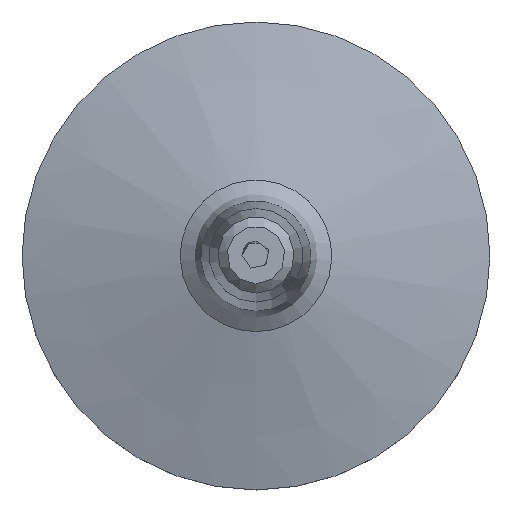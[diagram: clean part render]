
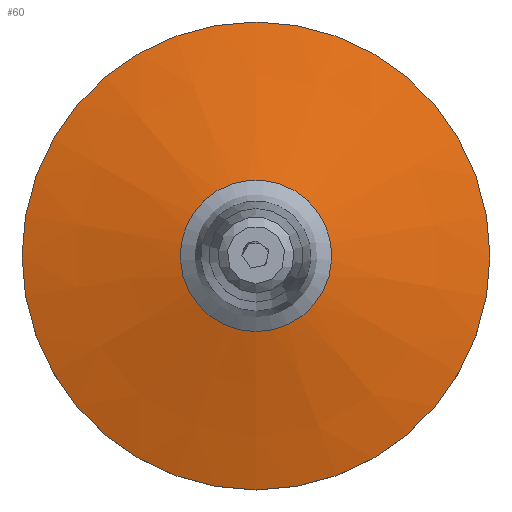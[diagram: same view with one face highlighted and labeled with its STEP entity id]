
A CAD part, top view. The second image highlights one B-rep face of the part: STEP entity #60.
In plain terms, the highlighted conical face has half-angle 75 degrees and reference radius 8.096 mm.
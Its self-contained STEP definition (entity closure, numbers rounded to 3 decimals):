
#45=CONICAL_SURFACE('',#213,8.096,75.);
#60=ADVANCED_FACE('',(#86,#87),#45,.T.);
#86=FACE_BOUND('',#112,.T.);
#87=FACE_BOUND('',#113,.T.);
#112=EDGE_LOOP('',(#140));
#113=EDGE_LOOP('',(#141));
#140=ORIENTED_EDGE('',*,*,#174,.T.);
#141=ORIENTED_EDGE('',*,*,#176,.F.);
#160=VERTEX_POINT('',#300);
#162=VERTEX_POINT('',#305);
#174=EDGE_CURVE('',#160,#160,#188,.T.);
#176=EDGE_CURVE('',#162,#162,#190,.T.);
#188=CIRCLE('',#205,8.096);
#190=CIRCLE('',#208,25.);
#205=AXIS2_PLACEMENT_3D('',#299,#242,#243);
#208=AXIS2_PLACEMENT_3D('',#304,#248,#249);
#213=AXIS2_PLACEMENT_3D('',#311,#258,#259);
#242=DIRECTION('',(0.,0.,-1.));
#243=DIRECTION('',(0.,-1.,0.));
#248=DIRECTION('',(0.,0.,-1.));
#249=DIRECTION('',(0.,-1.,0.));
#258=DIRECTION('',(0.,0.,-1.));
#259=DIRECTION('',(0.,1.,0.));
#299=CARTESIAN_POINT('',(0.,0.,9.529));
#300=CARTESIAN_POINT('',(0.,-8.096,9.529));
#304=CARTESIAN_POINT('',(0.,0.,5.));
#305=CARTESIAN_POINT('',(0.,-25.,5.));
#311=CARTESIAN_POINT('',(0.,0.,9.529));
